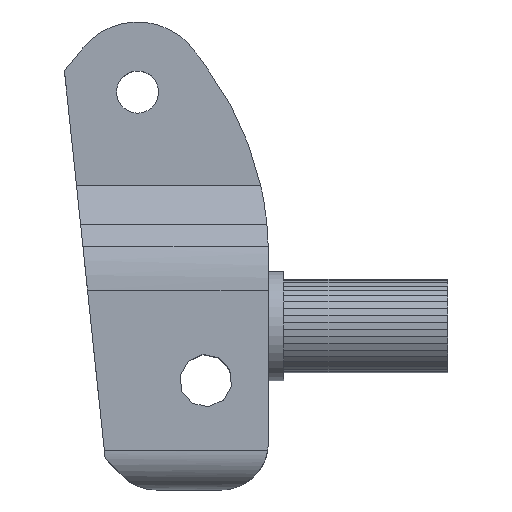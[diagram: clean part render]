
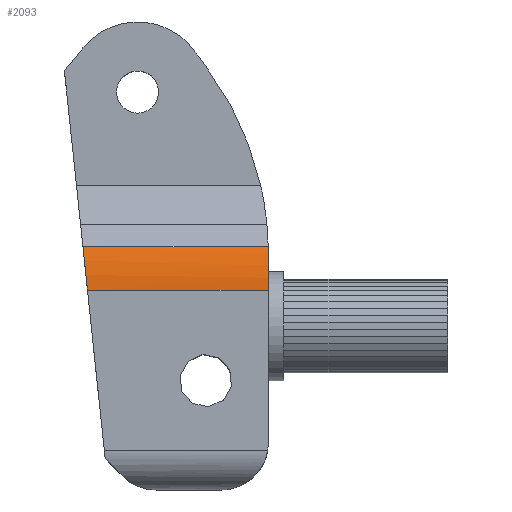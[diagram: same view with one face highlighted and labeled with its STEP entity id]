
A CAD part, top view. The second image highlights one B-rep face of the part: STEP entity #2093.
In plain terms, the highlighted cylindrical face has radius 6.476 mm (diameter 12.952 mm), a partial arc.
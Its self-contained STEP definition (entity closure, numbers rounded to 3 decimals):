
#77 = PLANE('',#78);
#78 = AXIS2_PLACEMENT_3D('',#79,#80,#81);
#79 = CARTESIAN_POINT('',(-6.45,-5.,-7.));
#80 = DIRECTION('',(-0.995,-0.105,0.));
#81 = DIRECTION('',(-0.105,0.995,0.));
#700 = PLANE('',#701);
#701 = AXIS2_PLACEMENT_3D('',#702,#703,#704);
#702 = CARTESIAN_POINT('',(5.,5.804,5.));
#703 = DIRECTION('',(0.,0.,1.));
#704 = DIRECTION('',(0.,-1.,0.));
#769 = VERTEX_POINT('',#770);
#770 = CARTESIAN_POINT('',(-7.585,5.804,5.));
#789 = EDGE_CURVE('',#769,#790,#792,.T.);
#790 = VERTEX_POINT('',#791);
#791 = CARTESIAN_POINT('',(-7.879,8.598,4.366
    ));
#792 = SURFACE_CURVE('',#793,(#798,#805),.PCURVE_S1.);
#793 = ELLIPSE('',#794,6.512,6.476);
#794 = AXIS2_PLACEMENT_3D('',#795,#796,#797);
#795 = CARTESIAN_POINT('',(-7.585,5.804,
    -1.476));
#796 = DIRECTION('',(-0.995,-0.105,0.));
#797 = DIRECTION('',(0.105,-0.995,0.));
#798 = PCURVE('',#77,#799);
#799 = DEFINITIONAL_REPRESENTATION('',(#800),#804);
#800 = ELLIPSE('',#801,6.512,6.476);
#801 = AXIS2_PLACEMENT_2D('',#802,#803);
#802 = CARTESIAN_POINT('',(10.863,-5.524));
#803 = DIRECTION('',(-1.,0.));
#804 = ( GEOMETRIC_REPRESENTATION_CONTEXT(2) 
PARAMETRIC_REPRESENTATION_CONTEXT() REPRESENTATION_CONTEXT('2D SPACE',''
  ) );
#805 = PCURVE('',#806,#811);
#806 = CYLINDRICAL_SURFACE('',#807,6.476);
#807 = AXIS2_PLACEMENT_3D('',#808,#809,#810);
#808 = CARTESIAN_POINT('',(5.,5.804,-1.476));
#809 = DIRECTION('',(1.,0.,0.));
#810 = DIRECTION('',(0.,1.,0.));
#811 = DEFINITIONAL_REPRESENTATION('',(#812),#819);
#812 = B_SPLINE_CURVE_WITH_KNOTS('',5,(#813,#814,#815,#816,#817,#818),
  .UNSPECIFIED.,.F.,.F.,(6,6),(1.571,2.017),
  .PIECEWISE_BEZIER_KNOTS.);
#813 = CARTESIAN_POINT('',(1.571,-12.585));
#814 = CARTESIAN_POINT('',(1.482,-12.646));
#815 = CARTESIAN_POINT('',(1.392,-12.707));
#816 = CARTESIAN_POINT('',(1.303,-12.766));
#817 = CARTESIAN_POINT('',(1.214,-12.824));
#818 = CARTESIAN_POINT('',(1.125,-12.879));
#819 = ( GEOMETRIC_REPRESENTATION_CONTEXT(2) 
PARAMETRIC_REPRESENTATION_CONTEXT() REPRESENTATION_CONTEXT('2D SPACE',''
  ) );
#836 = PLANE('',#837);
#837 = AXIS2_PLACEMENT_3D('',#838,#839,#840);
#838 = CARTESIAN_POINT('',(5.,10.,3.696));
#839 = DIRECTION('',(0.,0.431,0.902));
#840 = DIRECTION('',(0.,-0.902,0.431));
#1284 = PLANE('',#1285);
#1285 = AXIS2_PLACEMENT_3D('',#1286,#1287,#1288);
#1286 = CARTESIAN_POINT('',(4.,-4.,-7.));
#1287 = DIRECTION('',(-1.,0.,0.));
#1288 = DIRECTION('',(0.,1.,0.));
#1639 = VERTEX_POINT('',#1640);
#1640 = CARTESIAN_POINT('',(4.,5.804,5.));
#1659 = EDGE_CURVE('',#1639,#769,#1660,.T.);
#1660 = SURFACE_CURVE('',#1661,(#1665,#1672),.PCURVE_S1.);
#1661 = LINE('',#1662,#1663);
#1662 = CARTESIAN_POINT('',(5.,5.804,5.));
#1663 = VECTOR('',#1664,1.);
#1664 = DIRECTION('',(-1.,-0.,-0.));
#1665 = PCURVE('',#700,#1666);
#1666 = DEFINITIONAL_REPRESENTATION('',(#1667),#1671);
#1667 = LINE('',#1668,#1669);
#1668 = CARTESIAN_POINT('',(0.,0.));
#1669 = VECTOR('',#1670,1.);
#1670 = DIRECTION('',(0.,-1.));
#1671 = ( GEOMETRIC_REPRESENTATION_CONTEXT(2) 
PARAMETRIC_REPRESENTATION_CONTEXT() REPRESENTATION_CONTEXT('2D SPACE',''
  ) );
#1672 = PCURVE('',#806,#1673);
#1673 = DEFINITIONAL_REPRESENTATION('',(#1674),#1678);
#1674 = LINE('',#1675,#1676);
#1675 = CARTESIAN_POINT('',(1.571,0.));
#1676 = VECTOR('',#1677,1.);
#1677 = DIRECTION('',(0.,-1.));
#1678 = ( GEOMETRIC_REPRESENTATION_CONTEXT(2) 
PARAMETRIC_REPRESENTATION_CONTEXT() REPRESENTATION_CONTEXT('2D SPACE',''
  ) );
#1974 = CYLINDRICAL_SURFACE('',#1975,20.);
#1975 = AXIS2_PLACEMENT_3D('',#1976,#1977,#1978);
#1976 = CARTESIAN_POINT('',(-16.,8.142,-7.));
#1977 = DIRECTION('',(-0.,-0.,-1.));
#1978 = DIRECTION('',(1.,0.,0.));
#2093 = ADVANCED_FACE('',(#2094),#806,.T.);
#2094 = FACE_BOUND('',#2095,.T.);
#2095 = EDGE_LOOP('',(#2096,#2127,#2148,#2149,#2150));
#2096 = ORIENTED_EDGE('',*,*,#2097,.F.);
#2097 = EDGE_CURVE('',#2098,#2100,#2102,.T.);
#2098 = VERTEX_POINT('',#2099);
#2099 = CARTESIAN_POINT('',(3.995,8.598,4.366
    ));
#2100 = VERTEX_POINT('',#2101);
#2101 = CARTESIAN_POINT('',(4.,8.142,4.563));
#2102 = SURFACE_CURVE('',#2103,(#2109,#2118),.PCURVE_S1.);
#2103 = B_SPLINE_CURVE_WITH_KNOTS('',4,(#2104,#2105,#2106,#2107,#2108),
  .UNSPECIFIED.,.F.,.F.,(5,5),(0.,1.),.PIECEWISE_BEZIER_KNOTS.);
#2104 = CARTESIAN_POINT('',(3.995,8.598,4.366
    ));
#2105 = CARTESIAN_POINT('',(3.997,8.487,4.419
    ));
#2106 = CARTESIAN_POINT('',(3.999,8.374,4.47
    ));
#2107 = CARTESIAN_POINT('',(4.,8.259,4.518));
#2108 = CARTESIAN_POINT('',(4.,8.142,4.563));
#2109 = PCURVE('',#806,#2110);
#2110 = DEFINITIONAL_REPRESENTATION('',(#2111),#2117);
#2111 = B_SPLINE_CURVE_WITH_KNOTS('',4,(#2112,#2113,#2114,#2115,#2116),
  .UNSPECIFIED.,.F.,.F.,(5,5),(0.,1.),.PIECEWISE_BEZIER_KNOTS.);
#2112 = CARTESIAN_POINT('',(1.125,-1.005));
#2113 = CARTESIAN_POINT('',(1.144,-1.003));
#2114 = CARTESIAN_POINT('',(1.163,-1.001));
#2115 = CARTESIAN_POINT('',(1.182,-1.));
#2116 = CARTESIAN_POINT('',(1.201,-1.));
#2117 = ( GEOMETRIC_REPRESENTATION_CONTEXT(2) 
PARAMETRIC_REPRESENTATION_CONTEXT() REPRESENTATION_CONTEXT('2D SPACE',''
  ) );
#2118 = PCURVE('',#1974,#2119);
#2119 = DEFINITIONAL_REPRESENTATION('',(#2120),#2126);
#2120 = B_SPLINE_CURVE_WITH_KNOTS('',4,(#2121,#2122,#2123,#2124,#2125),
  .UNSPECIFIED.,.F.,.F.,(5,5),(0.,1.),.PIECEWISE_BEZIER_KNOTS.);
#2121 = CARTESIAN_POINT('',(-0.023,-11.366));
#2122 = CARTESIAN_POINT('',(-0.017,-11.419));
#2123 = CARTESIAN_POINT('',(-0.012,-11.47));
#2124 = CARTESIAN_POINT('',(-0.006,-11.518));
#2125 = CARTESIAN_POINT('',(0.,-11.563));
#2126 = ( GEOMETRIC_REPRESENTATION_CONTEXT(2) 
PARAMETRIC_REPRESENTATION_CONTEXT() REPRESENTATION_CONTEXT('2D SPACE',''
  ) );
#2127 = ORIENTED_EDGE('',*,*,#2128,.T.);
#2128 = EDGE_CURVE('',#2098,#790,#2129,.T.);
#2129 = SURFACE_CURVE('',#2130,(#2134,#2141),.PCURVE_S1.);
#2130 = LINE('',#2131,#2132);
#2131 = CARTESIAN_POINT('',(5.,8.598,4.366));
#2132 = VECTOR('',#2133,1.);
#2133 = DIRECTION('',(-1.,-0.,-0.));
#2134 = PCURVE('',#806,#2135);
#2135 = DEFINITIONAL_REPRESENTATION('',(#2136),#2140);
#2136 = LINE('',#2137,#2138);
#2137 = CARTESIAN_POINT('',(1.125,0.));
#2138 = VECTOR('',#2139,1.);
#2139 = DIRECTION('',(0.,-1.));
#2140 = ( GEOMETRIC_REPRESENTATION_CONTEXT(2) 
PARAMETRIC_REPRESENTATION_CONTEXT() REPRESENTATION_CONTEXT('2D SPACE',''
  ) );
#2141 = PCURVE('',#836,#2142);
#2142 = DEFINITIONAL_REPRESENTATION('',(#2143),#2147);
#2143 = LINE('',#2144,#2145);
#2144 = CARTESIAN_POINT('',(1.554,0.));
#2145 = VECTOR('',#2146,1.);
#2146 = DIRECTION('',(0.,-1.));
#2147 = ( GEOMETRIC_REPRESENTATION_CONTEXT(2) 
PARAMETRIC_REPRESENTATION_CONTEXT() REPRESENTATION_CONTEXT('2D SPACE',''
  ) );
#2148 = ORIENTED_EDGE('',*,*,#789,.F.);
#2149 = ORIENTED_EDGE('',*,*,#1659,.F.);
#2150 = ORIENTED_EDGE('',*,*,#2151,.F.);
#2151 = EDGE_CURVE('',#2100,#1639,#2152,.T.);
#2152 = SURFACE_CURVE('',#2153,(#2158,#2165),.PCURVE_S1.);
#2153 = CIRCLE('',#2154,6.476);
#2154 = AXIS2_PLACEMENT_3D('',#2155,#2156,#2157);
#2155 = CARTESIAN_POINT('',(4.,5.804,-1.476));
#2156 = DIRECTION('',(1.,0.,0.));
#2157 = DIRECTION('',(0.,1.,0.));
#2158 = PCURVE('',#806,#2159);
#2159 = DEFINITIONAL_REPRESENTATION('',(#2160),#2164);
#2160 = LINE('',#2161,#2162);
#2161 = CARTESIAN_POINT('',(0.,-1.));
#2162 = VECTOR('',#2163,1.);
#2163 = DIRECTION('',(1.,0.));
#2164 = ( GEOMETRIC_REPRESENTATION_CONTEXT(2) 
PARAMETRIC_REPRESENTATION_CONTEXT() REPRESENTATION_CONTEXT('2D SPACE',''
  ) );
#2165 = PCURVE('',#1284,#2166);
#2166 = DEFINITIONAL_REPRESENTATION('',(#2167),#2175);
#2167 = ( BOUNDED_CURVE() B_SPLINE_CURVE(2,(#2168,#2169,#2170,#2171,
#2172,#2173,#2174),.UNSPECIFIED.,.T.,.F.) B_SPLINE_CURVE_WITH_KNOTS((1,2
    ,2,2,2,1),(-2.094,0.,2.094,4.189,
6.283,8.378),.UNSPECIFIED.) CURVE() 
GEOMETRIC_REPRESENTATION_ITEM() RATIONAL_B_SPLINE_CURVE((1.,0.5,1.,0.5,
1.,0.5,1.)) REPRESENTATION_ITEM('') );
#2168 = CARTESIAN_POINT('',(16.28,-5.524));
#2169 = CARTESIAN_POINT('',(16.28,-16.741));
#2170 = CARTESIAN_POINT('',(6.566,-11.132));
#2171 = CARTESIAN_POINT('',(-3.148,-5.524));
#2172 = CARTESIAN_POINT('',(6.566,0.084));
#2173 = CARTESIAN_POINT('',(16.28,5.692));
#2174 = CARTESIAN_POINT('',(16.28,-5.524));
#2175 = ( GEOMETRIC_REPRESENTATION_CONTEXT(2) 
PARAMETRIC_REPRESENTATION_CONTEXT() REPRESENTATION_CONTEXT('2D SPACE',''
  ) );
